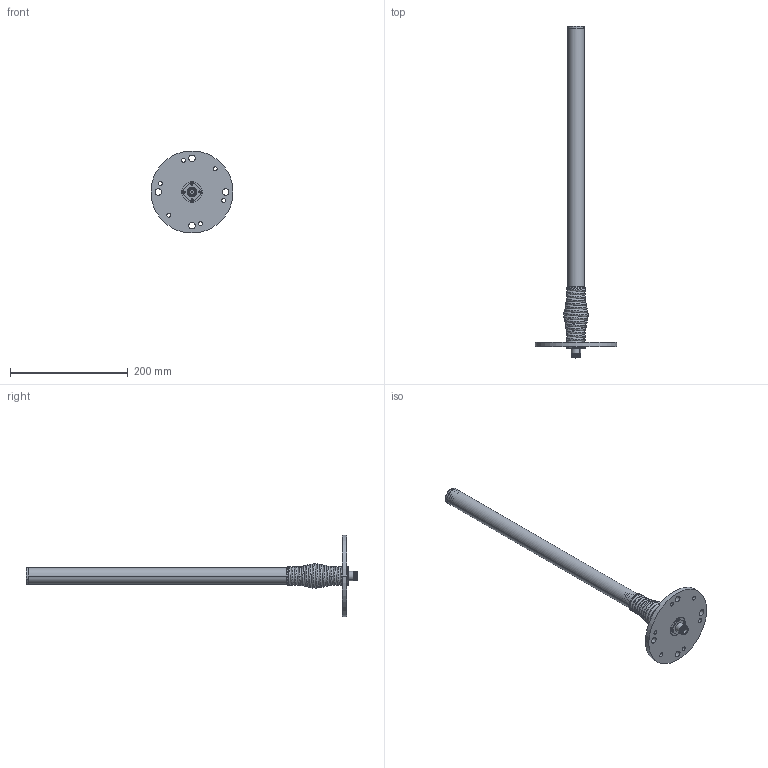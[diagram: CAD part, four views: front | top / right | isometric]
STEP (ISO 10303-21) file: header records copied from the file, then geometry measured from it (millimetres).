
FILE_DESCRIPTION (( 'STEP AP214' ), '1' );
FILE_NAME ('FMANOM1144_3D.step', '2023-11-07T22:05:07', ( '' ), ( '' ), 'SwSTEP 2.0', 'SolidWorks 2022', '' );
FILE_SCHEMA (( 'AUTOMOTIVE_DESIGN' ));
Length unit declared in the file: inch
Products named in the file (3): cap^FMANOM1144; FMANOM1144_3D; COJOT_HD827M_3D-model1^FMANOM1144
Assembly tree (2 placements, depth 2):
  FMANOM1144_3D
    cap^FMANOM1144
    COJOT_HD827M_3D-model1^FMANOM1144
Bounding box: 139 x 562.9 x 139 mm (x, y, z)
Volume: 223775.3 mm3; surface area: 149807.9 mm2
Topology: 2 solids, 2 shells, 279 faces, 708 edges, 436 vertices
Faces by surface type: cylinder 127, plane 93, cone 29, bspline 28, torus 2
Entity records: 27583 total; most frequent: CARTESIAN_POINT 21087, ORIENTED_EDGE 1392, DIRECTION 1261, EDGE_CURVE 696, AXIS2_PLACEMENT_3D 509, VERTEX_POINT 434, EDGE_LOOP 342, FACE_OUTER_BOUND 279
